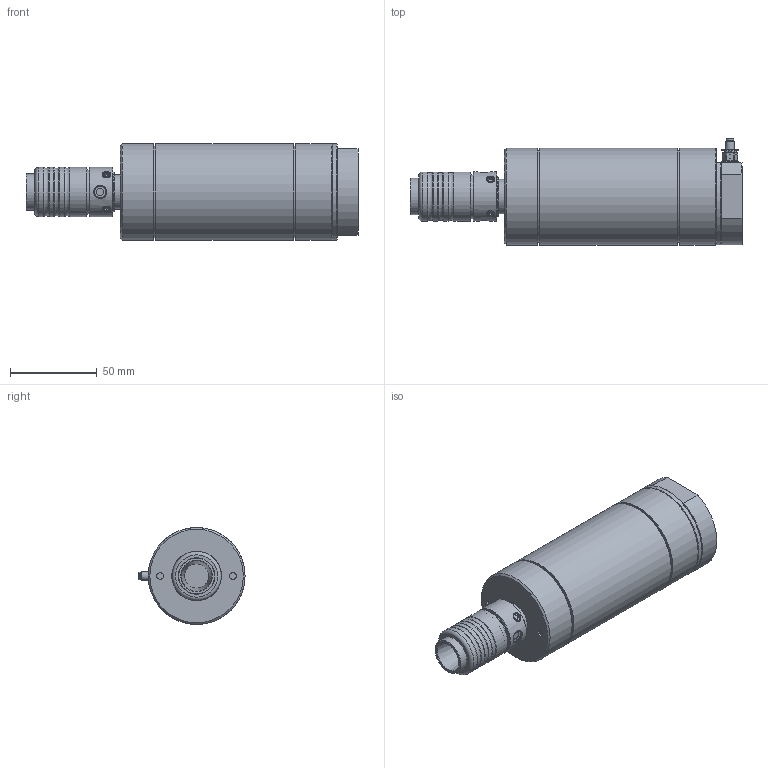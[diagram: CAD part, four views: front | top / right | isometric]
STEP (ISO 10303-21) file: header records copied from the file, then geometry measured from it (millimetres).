
FILE_DESCRIPTION(/* description */ (''),/* implementation_level */ '2;1');
FILE_NAME(/* name */ 'EBM 55-3600 WS-ST_60069697.stp',/* time_stamp */ '2023-10-04T11:52:26+02:00',/* author */ ('DSteinicke'),/* organization */ (''),/* preprocessor_version */ 'ST-DEVELOPER v19.2',/* originating_system */ 'Autodesk Inventor 2024',/* authorisation */ '');
FILE_SCHEMA (('AUTOMOTIVE_DESIGN { 1 0 10303 214 3 1 1 }'));
Length unit declared in the file: millimetre
Products named in the file (1): EBM 55-3600 WS-ST_60069697
Bounding box: 191.7 x 61.3 x 56 mm (x, y, z)
Volume: 358032 mm3; surface area: 38485.6 mm2
Topology: 1 solids, 3 shells, 366 faces, 947 edges, 620 vertices
Faces by surface type: plane 208, cylinder 85, cone 52, bspline 13, torus 4, sphere 4
Full cylindrical faces by diameter (mm): 0.48 x4, 0.52 x4, 3.2 x1, 4 x2, 4.3 x1, 5 x6, 5.5 x1, 6.647 x2, 9 x1, 10 x2, 11.445 x1, 14 x1, 14.95 x1, 20 x1, 21 x2, 21.1 x1, 23 x1, 25.5 x2, 27.4 x1, 28.4 x4, 28.6 x1, 53 x2, 56 x3
Entity records: 12984 total; most frequent: CARTESIAN_POINT 3681, ORIENTED_EDGE 1886, DIRECTION 1794, EDGE_CURVE 943, AXIS2_PLACEMENT_3D 649, VERTEX_POINT 620, LINE 496, VECTOR 496
